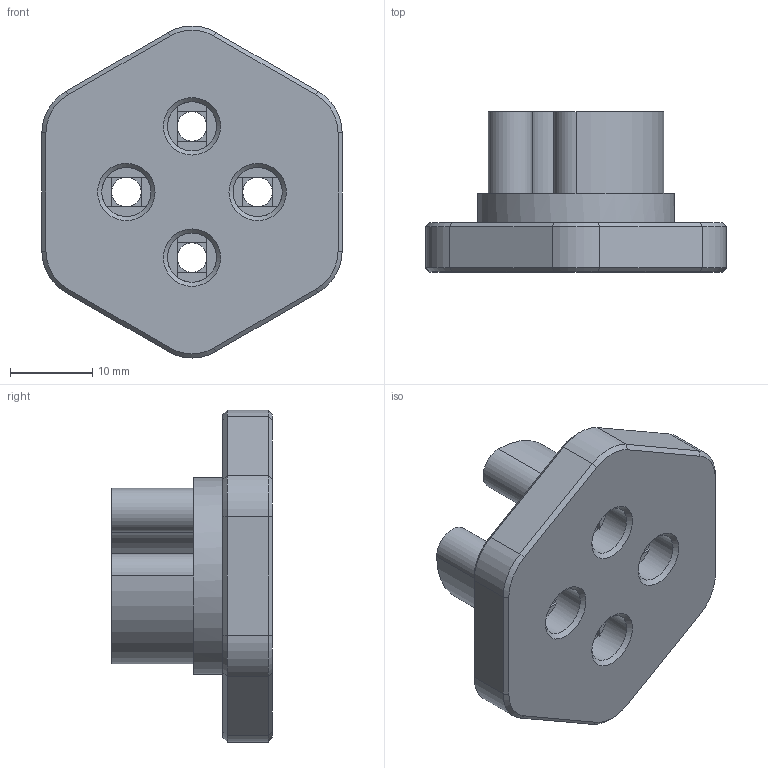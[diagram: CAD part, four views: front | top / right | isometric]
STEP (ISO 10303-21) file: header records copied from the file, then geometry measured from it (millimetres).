
FILE_DESCRIPTION(/* description */ (''),/* implementation_level */ '2;1');
FILE_NAME(/* name */ 'CW1-PIN.step',/* time_stamp */ '2019-08-13T12:54:28+02:00',/* author */ (''),/* organization */ (''),/* preprocessor_version */ 'ST-DEVELOPER v18',/* originating_system */ 'Autodesk Translation Framework v8.2.0.1029',/* authorisation */ '');
FILE_SCHEMA (('AUTOMOTIVE_DESIGN { 1 0 10303 214 3 1 1 }'));
Length unit declared in the file: millimetre
Products named in the file (1): cep
Bounding box: 36.6 x 19.55 x 40.47 mm (x, y, z)
Volume: 9176.3 mm3; surface area: 4985.1 mm2
Topology: 1 solids, 1 shells, 110 faces, 275 edges, 170 vertices
Faces by surface type: plane 71, cylinder 23, cone 16
Full cylindrical faces by diameter (mm): 3.6 x4, 6 x4, 24 x1
Entity records: 3313 total; most frequent: DIRECTION 595, CARTESIAN_POINT 556, ORIENTED_EDGE 550, EDGE_CURVE 275, AXIS2_PLACEMENT_3D 209, LINE 177, VECTOR 177, VERTEX_POINT 170
